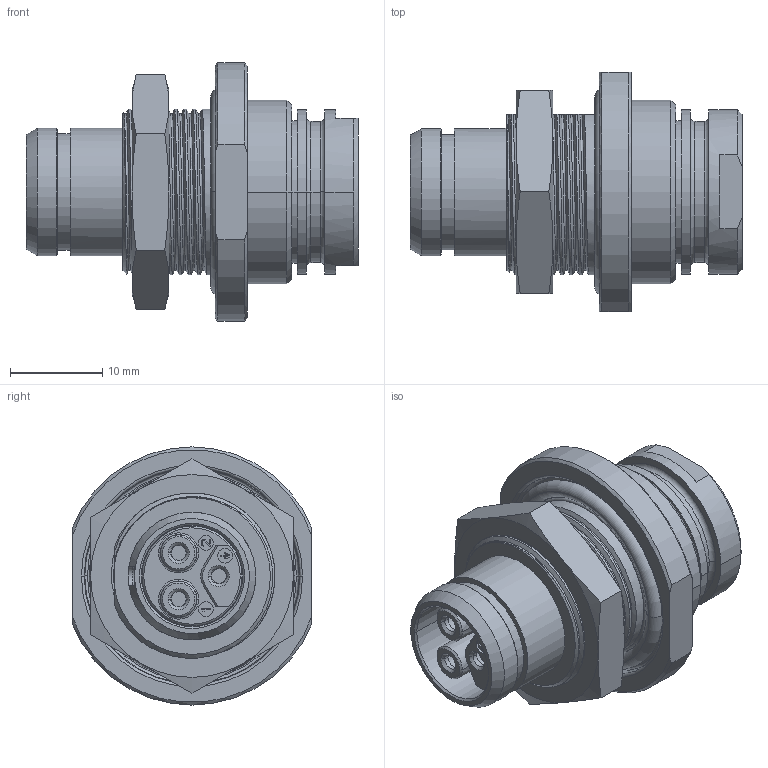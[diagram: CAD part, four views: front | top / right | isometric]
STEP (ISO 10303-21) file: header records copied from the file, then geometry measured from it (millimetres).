
FILE_DESCRIPTION((''),'2;1');
FILE_NAME('1331EVR193FS','2024-07-17T14:20:25',('paultorloting'),('NET AG system integration'),'CREO PARAMETRIC BY PTC INC, 2021404','CREO PARAMETRIC BY PTC INC, 2021404','');
FILE_SCHEMA(('AUTOMOTIVE_DESIGN { 1 0 10303 214 1 1 1 1 }'));
Length unit declared in the file: millimetre
Products named in the file (1): 1331EVR193FS
Bounding box: 36 x 26 x 28 mm (x, y, z)
Volume: 6977.3 mm3; surface area: 10639.6 mm2
Topology: 2 solids, 4 shells, 823 faces, 2154 edges, 1366 vertices
Faces by surface type: plane 359, cylinder 219, cone 137, torus 63, bspline 45
Entity records: 38426 total; most frequent: CARTESIAN_POINT 15260, ORIENTED_EDGE 4300, DIRECTION 4109, EDGE_CURVE 2150, AXIS2_PLACEMENT_3D 1519, VERTEX_POINT 1366, VECTOR 1068, LINE 1068
